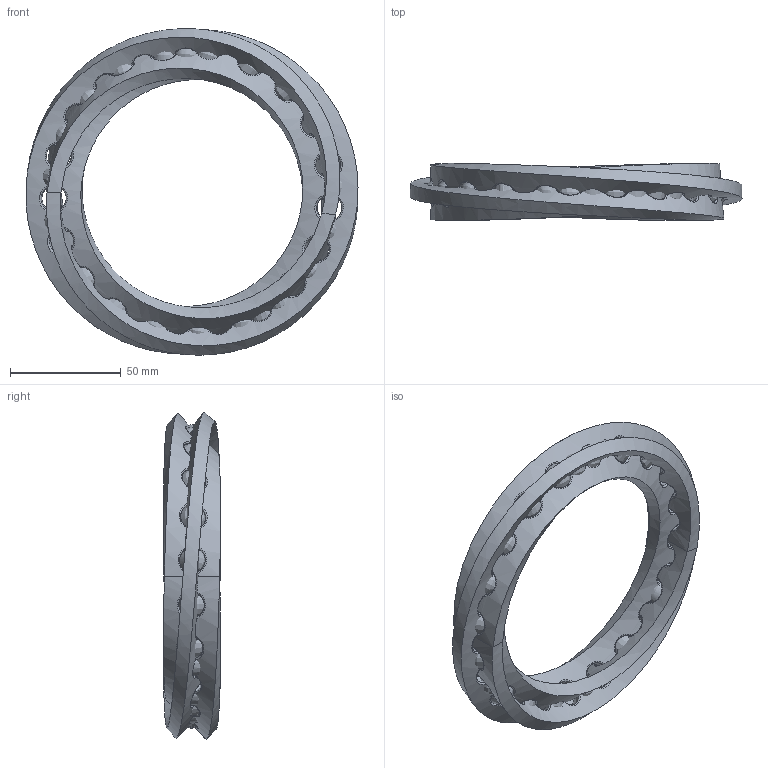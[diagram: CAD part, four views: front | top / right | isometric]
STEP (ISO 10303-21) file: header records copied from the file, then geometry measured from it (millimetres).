
FILE_DESCRIPTION(('FreeCAD Model'),'2;1');
FILE_NAME('Open CASCADE Shape Model','2025-05-03T21:07:19',('FreeCAD'),( 'FreeCAD'),'Open CASCADE STEP processor 7.6','FreeCAD','Unknown');
FILE_SCHEMA(('AUTOMOTIVE_DESIGN { 1 0 10303 214 1 1 1 1 }'));
Length unit declared in the file: millimetre
Products named in the file (1): Open CASCADE STEP translator 7.6 1
Bounding box: 149.71 x 25.7 x 147.19 mm (x, y, z)
Volume: 5637.8 mm3; surface area: 57284.9 mm2
Topology: 2 solids, 2 shells, 135 faces, 456 edges, 300 vertices
Faces by surface type: bspline 135
Entity records: 14950 total; most frequent: CARTESIAN_POINT 12483, ORIENTED_EDGE 776, EDGE_CURVE 388, VERTEX_POINT 302, FACE_BOUND 258, EDGE_LOOP 250, B_SPLINE_CURVE_WITH_KNOTS 246, ADVANCED_FACE 130
